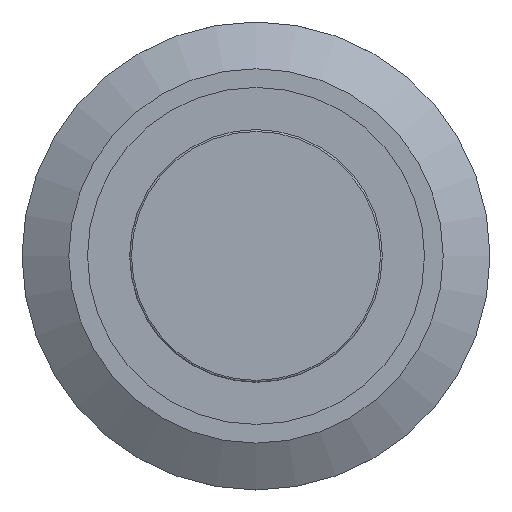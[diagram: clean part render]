
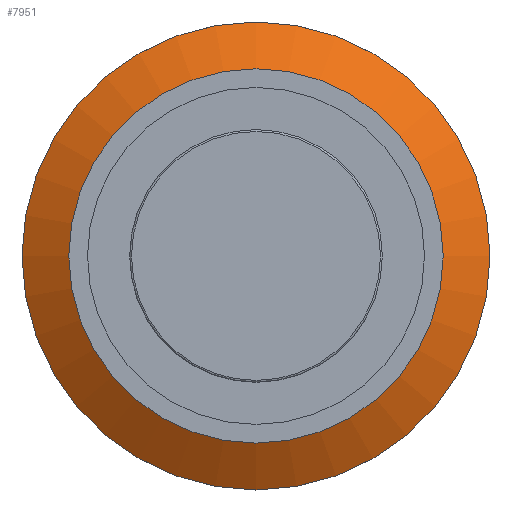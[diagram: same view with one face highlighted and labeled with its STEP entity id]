
A CAD part, top view. The second image highlights one B-rep face of the part: STEP entity #7951.
In plain terms, the highlighted conical face has half-angle 59.036 degrees and reference radius 11.25 mm.
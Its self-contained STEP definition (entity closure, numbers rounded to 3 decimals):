
#59=CONICAL_SURFACE('',#8718,11.25,1.03);
#783=FACE_OUTER_BOUND('',#1251,.T.);
#1251=EDGE_LOOP('',(#6834,#6835,#6836,#6837,#6838,#6839));
#1685=CIRCLE('',#8719,10.);
#1686=CIRCLE('',#8720,10.);
#1687=CIRCLE('',#8721,12.5);
#1688=CIRCLE('',#8722,12.5);
#2402=LINE('',#13517,#3111);
#3111=VECTOR('',#10818,11.25);
#3793=VERTEX_POINT('',#13512);
#3794=VERTEX_POINT('',#13513);
#3795=VERTEX_POINT('',#13516);
#3796=VERTEX_POINT('',#13518);
#4849=EDGE_CURVE('',#3793,#3794,#1685,.T.);
#4850=EDGE_CURVE('',#3794,#3793,#1686,.T.);
#4851=EDGE_CURVE('',#3794,#3795,#2402,.T.);
#4852=EDGE_CURVE('',#3796,#3795,#1687,.T.);
#4853=EDGE_CURVE('',#3795,#3796,#1688,.T.);
#6834=ORIENTED_EDGE('',*,*,#4849,.F.);
#6835=ORIENTED_EDGE('',*,*,#4850,.F.);
#6836=ORIENTED_EDGE('',*,*,#4851,.T.);
#6837=ORIENTED_EDGE('',*,*,#4852,.F.);
#6838=ORIENTED_EDGE('',*,*,#4853,.F.);
#6839=ORIENTED_EDGE('',*,*,#4851,.F.);
#7951=ADVANCED_FACE('',(#783),#59,.T.);
#8718=AXIS2_PLACEMENT_3D('',#13511,#10812,#10813);
#8719=AXIS2_PLACEMENT_3D('',#13514,#10814,#10815);
#8720=AXIS2_PLACEMENT_3D('',#13515,#10816,#10817);
#8721=AXIS2_PLACEMENT_3D('',#13519,#10819,#10820);
#8722=AXIS2_PLACEMENT_3D('',#13520,#10821,#10822);
#10812=DIRECTION('center_axis',(0.,0.,
-1.));
#10813=DIRECTION('ref_axis',(0.,1.,0.));
#10814=DIRECTION('center_axis',(0.,0.,
1.));
#10815=DIRECTION('ref_axis',(0.,1.,0.));
#10816=DIRECTION('center_axis',(0.,0.,
1.));
#10817=DIRECTION('ref_axis',(0.,1.,0.));
#10818=DIRECTION('',(0.,-0.857,-0.514));
#10819=DIRECTION('center_axis',(0.,0.,
-1.));
#10820=DIRECTION('ref_axis',(1.,0.,0.));
#10821=DIRECTION('center_axis',(0.,0.,
-1.));
#10822=DIRECTION('ref_axis',(1.,0.,0.));
#13511=CARTESIAN_POINT('Origin',(7.901,5.875,189.3));
#13512=CARTESIAN_POINT('',(7.901,15.875,190.05));
#13513=CARTESIAN_POINT('',(7.901,-4.125,190.05));
#13514=CARTESIAN_POINT('Origin',(7.901,5.875,190.05));
#13515=CARTESIAN_POINT('Origin',(7.901,5.875,190.05));
#13516=CARTESIAN_POINT('',(7.901,-6.625,188.55));
#13517=CARTESIAN_POINT('',(7.901,-5.375,189.3));
#13518=CARTESIAN_POINT('',(-4.599,5.875,188.55));
#13519=CARTESIAN_POINT('Origin',(7.901,5.875,188.55));
#13520=CARTESIAN_POINT('Origin',(7.901,5.875,188.55));
